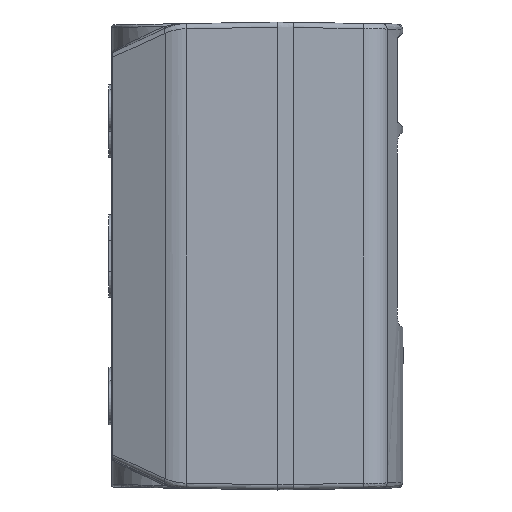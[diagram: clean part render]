
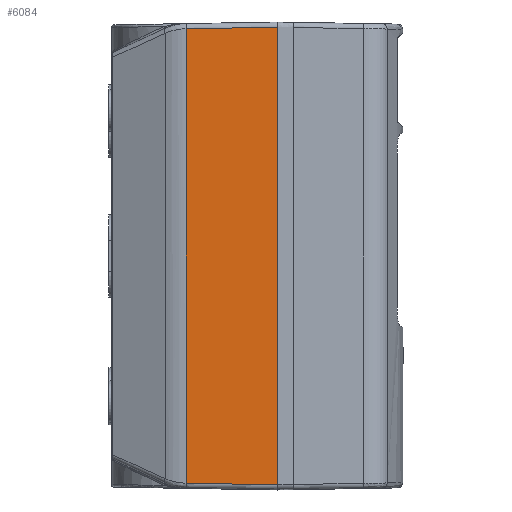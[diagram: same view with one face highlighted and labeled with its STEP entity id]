
A CAD part, left-side view. The second image highlights one B-rep face of the part: STEP entity #6084.
In plain terms, the highlighted planar face has unit normal (-1, 0.018, 0).
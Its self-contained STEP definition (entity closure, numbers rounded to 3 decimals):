
#64=B_SPLINE_CURVE_WITH_KNOTS('',3,(#9540,#9541,#9542,#9543),
 .UNSPECIFIED.,.F.,.F.,(4,4),(0.,0.491),.UNSPECIFIED.);
#619=LINE('',#9536,#1244);
#620=LINE('',#9538,#1245);
#621=LINE('',#9545,#1246);
#622=LINE('',#9546,#1247);
#1244=VECTOR('',#7565,1.);
#1245=VECTOR('',#7566,1.);
#1246=VECTOR('',#7567,1.);
#1247=VECTOR('',#7568,1.);
#1950=FACE_OUTER_BOUND('',#2185,.T.);
#2185=EDGE_LOOP('',(#5015,#5016,#5017,#5018,#5019));
#2846=VERTEX_POINT('',#9534);
#2847=VERTEX_POINT('',#9535);
#2848=VERTEX_POINT('',#9537);
#2849=VERTEX_POINT('',#9539);
#2850=VERTEX_POINT('',#9544);
#3918=EDGE_CURVE('',#2846,#2847,#619,.F.);
#3919=EDGE_CURVE('',#2848,#2847,#620,.F.);
#3920=EDGE_CURVE('',#2848,#2849,#64,.T.);
#3921=EDGE_CURVE('',#2849,#2850,#621,.T.);
#3922=EDGE_CURVE('',#2846,#2850,#622,.T.);
#5015=ORIENTED_EDGE('',*,*,#3918,.T.);
#5016=ORIENTED_EDGE('',*,*,#3919,.F.);
#5017=ORIENTED_EDGE('',*,*,#3920,.T.);
#5018=ORIENTED_EDGE('',*,*,#3921,.T.);
#5019=ORIENTED_EDGE('',*,*,#3922,.F.);
#5959=PLANE('',#6790);
#6084=ADVANCED_FACE('',(#1950),#5959,.F.);
#6790=AXIS2_PLACEMENT_3D('',#9533,#7563,#7564);
#7563=DIRECTION('center_axis',(1.,-0.017,0.));
#7564=DIRECTION('ref_axis',(0.,0.,
1.));
#7565=DIRECTION('',(0.017,1.,0.017));
#7566=DIRECTION('',(0.,0.,1.));
#7567=DIRECTION('',(0.017,1.,-0.017));
#7568=DIRECTION('',(0.,0.,1.));
#9533=CARTESIAN_POINT('Origin',(-17.25,-113.813,0.));
#9534=CARTESIAN_POINT('',(-16.942,-96.171,-43.692));
#9535=CARTESIAN_POINT('',(-17.25,-113.813,-44.));
#9536=CARTESIAN_POINT('',(-16.967,-97.578,-43.717));
#9537=CARTESIAN_POINT('',(-17.25,-113.813,-43.895));
#9538=CARTESIAN_POINT('',(-17.25,-113.813,0.));
#9539=CARTESIAN_POINT('',(-17.25,-113.813,44.));
#9540=CARTESIAN_POINT('Ctrl Pts',(-17.25,-113.813,-43.895));
#9541=CARTESIAN_POINT('Ctrl Pts',(-17.25,-113.813,-29.246));
#9542=CARTESIAN_POINT('Ctrl Pts',(-17.25,-113.813,14.702));
#9543=CARTESIAN_POINT('Ctrl Pts',(-17.25,-113.813,44.));
#9544=CARTESIAN_POINT('',(-16.942,-96.171,43.692));
#9545=CARTESIAN_POINT('',(-16.968,-97.649,43.718));
#9546=CARTESIAN_POINT('',(-16.942,-96.171,0.));
